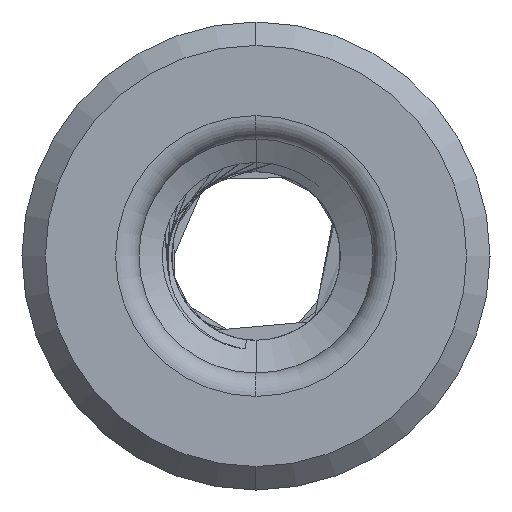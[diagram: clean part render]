
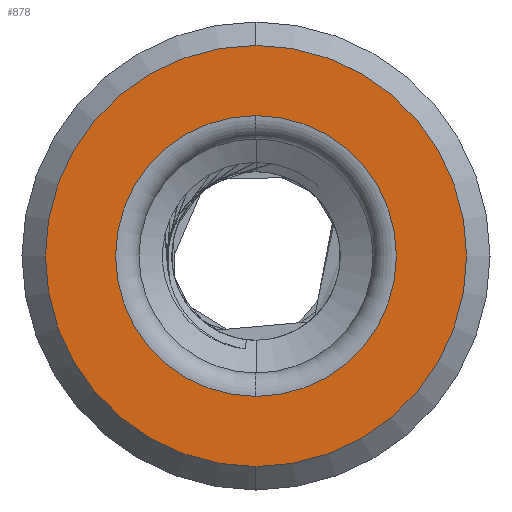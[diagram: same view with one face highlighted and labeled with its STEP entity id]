
A CAD part, left-side view. The second image highlights one B-rep face of the part: STEP entity #878.
In plain terms, the highlighted planar face has unit normal (-1, 0, 0).
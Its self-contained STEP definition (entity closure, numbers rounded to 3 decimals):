
#878 = ADVANCED_FACE ( 'NONE', ( #4165, #4170 ), #2922, .F. ) ;
#984 = CARTESIAN_POINT ( 'NONE',  ( 0., 0., 0. ) ) ;
#992 = CARTESIAN_POINT ( 'NONE',  ( 0., 0., 0. ) ) ;
#993 = DIRECTION ( 'NONE',  ( -1., 0., 0. ) ) ;
#999 = DIRECTION ( 'NONE',  ( -1., 0., 0. ) ) ;
#1000 = DIRECTION ( 'NONE',  ( 0., 0., 1. ) ) ;
#1005 = DIRECTION ( 'NONE',  ( 0., 0., 1. ) ) ;
#1431 = VERTEX_POINT ( 'NONE', #3079 ) ;
#1439 = VERTEX_POINT ( 'NONE', #3085 ) ;
#1447 = VERTEX_POINT ( 'NONE', #3054 ) ;
#1467 = VERTEX_POINT ( 'NONE', #3095 ) ;
#1671 = ORIENTED_EDGE ( 'NONE', *, *, #3486, .T. ) ;
#1672 = ORIENTED_EDGE ( 'NONE', *, *, #3484, .F. ) ;
#1690 = ORIENTED_EDGE ( 'NONE', *, *, #3509, .F. ) ;
#1710 = ORIENTED_EDGE ( 'NONE', *, *, #3519, .T. ) ;
#2906 = DIRECTION ( 'NONE',  ( 1., 0., 0. ) ) ;
#2914 = CARTESIAN_POINT ( 'NONE',  ( 0., 6., 0. ) ) ;
#2922 = PLANE ( 'NONE',  #3672 ) ;
#2923 = DIRECTION ( 'NONE',  ( 0., 0., -1. ) ) ;
#3054 = CARTESIAN_POINT ( 'NONE',  ( 0., 0., -9. ) ) ;
#3079 = CARTESIAN_POINT ( 'NONE',  ( 0., 0., 6. ) ) ;
#3085 = CARTESIAN_POINT ( 'NONE',  ( 0., 0., -6. ) ) ;
#3095 = CARTESIAN_POINT ( 'NONE',  ( 0., 0., 9. ) ) ;
#3215 = DIRECTION ( 'NONE',  ( 0., 0., 1. ) ) ;
#3226 = CARTESIAN_POINT ( 'NONE',  ( 0., 0., 0. ) ) ;
#3231 = DIRECTION ( 'NONE',  ( 0., 0., 1. ) ) ;
#3233 = DIRECTION ( 'NONE',  ( -1., 0., 0. ) ) ;
#3246 = CARTESIAN_POINT ( 'NONE',  ( 0., 0., 0. ) ) ;
#3248 = DIRECTION ( 'NONE',  ( -1., 0., 0. ) ) ;
#3484 = EDGE_CURVE ( 'NONE', #1439, #1431, #4202, .T. ) ;
#3486 = EDGE_CURVE ( 'NONE', #1447, #1467, #4208, .T. ) ;
#3509 = EDGE_CURVE ( 'NONE', #1431, #1439, #4247, .T. ) ;
#3519 = EDGE_CURVE ( 'NONE', #1467, #1447, #4270, .T. ) ;
#3672 = AXIS2_PLACEMENT_3D ( 'NONE', #2914, #2906, #2923 ) ;
#3693 = AXIS2_PLACEMENT_3D ( 'NONE', #984, #999, #1000 ) ;
#3708 = AXIS2_PLACEMENT_3D ( 'NONE', #992, #993, #1005 ) ;
#3719 = AXIS2_PLACEMENT_3D ( 'NONE', #3226, #3248, #3215 ) ;
#3738 = AXIS2_PLACEMENT_3D ( 'NONE', #3246, #3233, #3231 ) ;
#3898 = EDGE_LOOP ( 'NONE', ( #1690, #1672 ) ) ;
#3919 = EDGE_LOOP ( 'NONE', ( #1671, #1710 ) ) ;
#4165 = FACE_BOUND ( 'NONE', #3898, .T. ) ;
#4170 = FACE_OUTER_BOUND ( 'NONE', #3919, .T. ) ;
#4202 = CIRCLE ( 'NONE', #3738, 6. ) ;
#4208 = CIRCLE ( 'NONE', #3719, 9. ) ;
#4247 = CIRCLE ( 'NONE', #3693, 6. ) ;
#4270 = CIRCLE ( 'NONE', #3708, 9. ) ;
